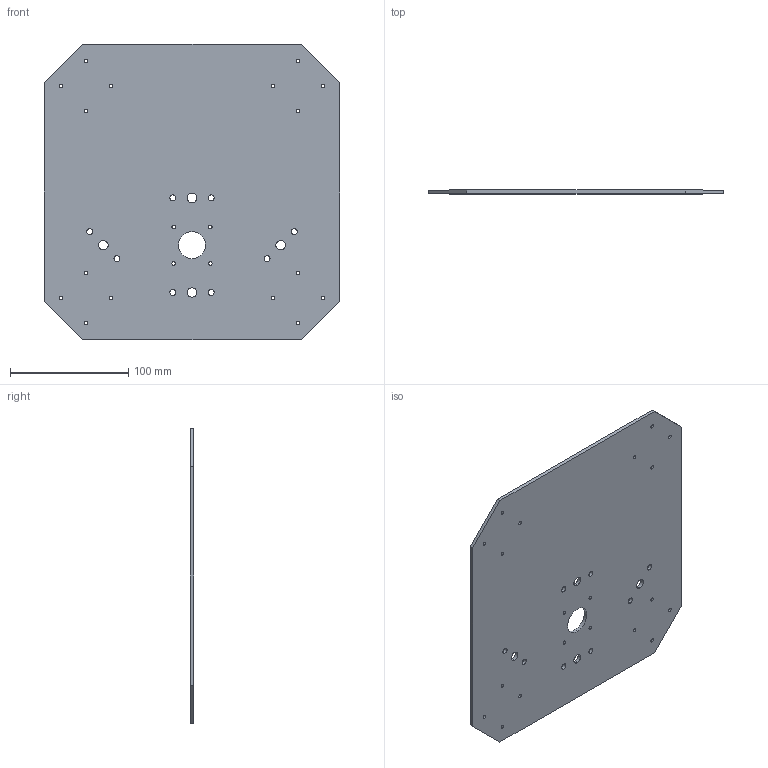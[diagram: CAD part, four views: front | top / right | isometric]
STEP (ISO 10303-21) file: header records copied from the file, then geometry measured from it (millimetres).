
FILE_DESCRIPTION (( 'STEP AP203' ), '1' );
FILE_NAME ('Part1_Default_sldprt.STEP', '2023-01-28T19:13:50', ( 'Windows User' ), ( '' ), 'SwSTEP 2.0', 'SolidWorks 2022', '' );
FILE_SCHEMA (( 'CONFIG_CONTROL_DESIGN' ));
Length unit declared in the file: millimetre
Products named in the file (1): Part1_Default_sldprt
Bounding box: 250 x 3 x 250 mm (x, y, z)
Volume: 178417.5 mm3; surface area: 123177.4 mm2
Topology: 1 solids, 1 shells, 76 faces, 222 edges, 148 vertices
Faces by surface type: cylinder 66, plane 10
Entity records: 2807 total; most frequent: DIRECTION 508, CARTESIAN_POINT 447, ORIENTED_EDGE 444, EDGE_CURVE 222, AXIS2_PLACEMENT_3D 209, VERTEX_POINT 148, EDGE_LOOP 142, CIRCLE 132
